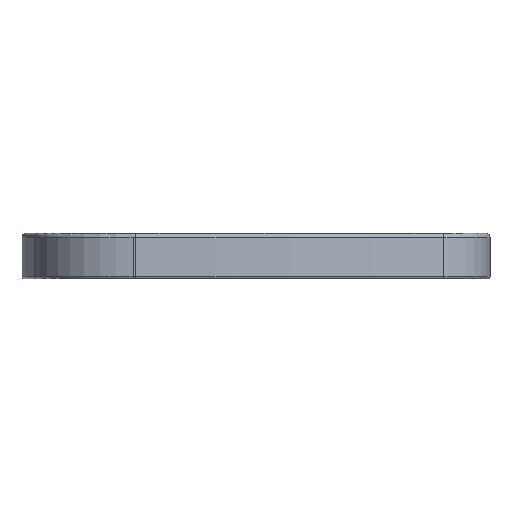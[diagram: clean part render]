
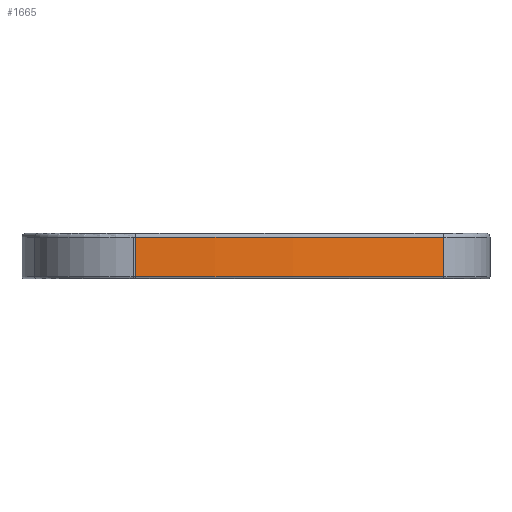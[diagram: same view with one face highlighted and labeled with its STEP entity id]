
A CAD part, left-side view. The second image highlights one B-rep face of the part: STEP entity #1665.
In plain terms, the highlighted cylindrical face has radius 202.438 mm (diameter 404.875 mm), a partial arc.
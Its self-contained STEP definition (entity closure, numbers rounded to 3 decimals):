
#5 = CARTESIAN_POINT ( 'NONE',  ( -29.984, -44.835, 5. ) ) ;
#9 = CARTESIAN_POINT ( 'NONE',  ( -46.498, 29.877, -5.5 ) ) ;
#18 = LINE ( 'NONE', #427, #1949 ) ;
#137 = CARTESIAN_POINT ( 'NONE',  ( 155.863, 35.426, -5.5 ) ) ;
#161 = AXIS2_PLACEMENT_3D ( 'NONE', #1343, #253, #869 ) ;
#226 = LINE ( 'NONE', #5, #443 ) ;
#252 = CIRCLE ( 'NONE', #1645, 202.438 ) ;
#253 = DIRECTION ( 'NONE',  ( 0., 0., -1. ) ) ;
#278 = DIRECTION ( 'NONE',  ( -1., 0., 0. ) ) ;
#321 = DIRECTION ( 'NONE',  ( 0., 0., 1. ) ) ;
#410 = EDGE_CURVE ( 'NONE', #1627, #766, #18, .T. ) ;
#411 = EDGE_LOOP ( 'NONE', ( #1932, #1676, #1089, #424 ) ) ;
#424 = ORIENTED_EDGE ( 'NONE', *, *, #1521, .T. ) ;
#427 = CARTESIAN_POINT ( 'NONE',  ( -46.498, 29.877, 5. ) ) ;
#443 = VECTOR ( 'NONE', #1851, 1000. ) ;
#459 = CARTESIAN_POINT ( 'NONE',  ( -29.984, -44.835, -5.5 ) ) ;
#485 = VERTEX_POINT ( 'NONE', #459 ) ;
#677 = EDGE_CURVE ( 'NONE', #766, #485, #252, .T. ) ;
#766 = VERTEX_POINT ( 'NONE', #9 ) ;
#786 = CARTESIAN_POINT ( 'NONE',  ( -29.984, -44.835, 4. ) ) ;
#792 = VERTEX_POINT ( 'NONE', #786 ) ;
#822 = CYLINDRICAL_SURFACE ( 'NONE', #1789, 202.438 ) ;
#869 = DIRECTION ( 'NONE',  ( 1., 0., 0. ) ) ;
#874 = FACE_OUTER_BOUND ( 'NONE', #411, .T. ) ;
#1031 = EDGE_CURVE ( 'NONE', #792, #485, #226, .T. ) ;
#1041 = CARTESIAN_POINT ( 'NONE',  ( 155.863, 35.426, 5. ) ) ;
#1089 = ORIENTED_EDGE ( 'NONE', *, *, #1031, .F. ) ;
#1208 = DIRECTION ( 'NONE',  ( 0., 0., -1. ) ) ;
#1343 = CARTESIAN_POINT ( 'NONE',  ( 155.863, 35.426, 4. ) ) ;
#1370 = DIRECTION ( 'NONE',  ( 0., 0., -1. ) ) ;
#1375 = CIRCLE ( 'NONE', #161, 202.438 ) ;
#1380 = CARTESIAN_POINT ( 'NONE',  ( -46.498, 29.877, 4. ) ) ;
#1521 = EDGE_CURVE ( 'NONE', #792, #1627, #1375, .T. ) ;
#1627 = VERTEX_POINT ( 'NONE', #1380 ) ;
#1645 = AXIS2_PLACEMENT_3D ( 'NONE', #137, #321, #1991 ) ;
#1665 = ADVANCED_FACE ( 'NONE', ( #874 ), #822, .T. ) ;
#1676 = ORIENTED_EDGE ( 'NONE', *, *, #677, .T. ) ;
#1789 = AXIS2_PLACEMENT_3D ( 'NONE', #1041, #1208, #278 ) ;
#1851 = DIRECTION ( 'NONE',  ( 0., 0., -1. ) ) ;
#1932 = ORIENTED_EDGE ( 'NONE', *, *, #410, .T. ) ;
#1949 = VECTOR ( 'NONE', #1370, 1000. ) ;
#1991 = DIRECTION ( 'NONE',  ( -1., 0., 0. ) ) ;
